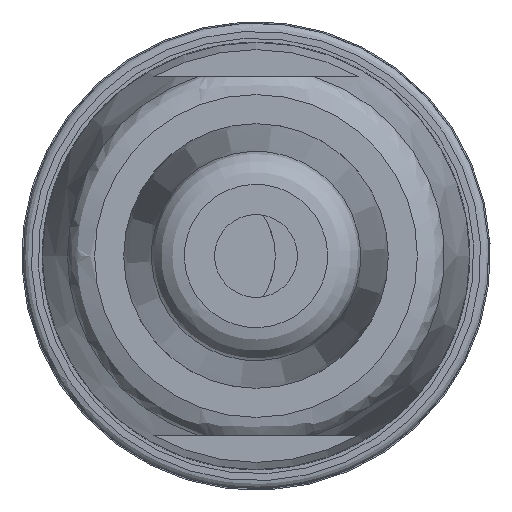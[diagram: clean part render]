
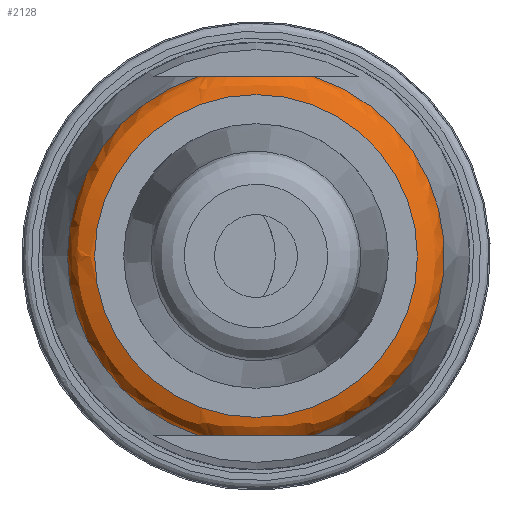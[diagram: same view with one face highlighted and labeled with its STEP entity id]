
A CAD part, front view. The second image highlights one B-rep face of the part: STEP entity #2128.
In plain terms, the highlighted free-form (B-spline) face has degree [2, 2] with [7, 3] control points.
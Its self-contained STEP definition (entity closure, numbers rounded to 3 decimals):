
#114=(
BOUNDED_SURFACE()
B_SPLINE_SURFACE(2,2,((#34616,#34617,#34618),(#34619,#34620,#34621),(#34622,
#34623,#34624),(#34625,#34626,#34627),(#34628,#34629,#34630),(#34631,#34632,
#34633),(#34634,#34635,#34636)),.UNSPECIFIED.,.T.,.F.,.F.)
B_SPLINE_SURFACE_WITH_KNOTS((1,2,2,2,2,1),(3,3),(-0.333,0.,
0.333,0.667,1.,1.333),(0.,1.),
 .UNSPECIFIED.)
GEOMETRIC_REPRESENTATION_ITEM()
RATIONAL_B_SPLINE_SURFACE(((1.,0.766,1.),(0.5,0.383,
0.5),(1.,0.766,1.),(0.5,0.383,0.5),(1.,0.766,
1.),(0.5,0.383,0.5),(1.,0.766,1.)))
REPRESENTATION_ITEM('')
SURFACE()
);
#188=FACE_BOUND('',#3919,.T.);
#189=FACE_BOUND('',#3920,.T.);
#883=B_SPLINE_CURVE_WITH_KNOTS('',3,(#34587,#34588,#34589,#34590,#34591,
#34592,#34593,#34594,#34595,#34596,#34597,#34598,#34599,#34600),
 .UNSPECIFIED.,.F.,.F.,(4,2,2,2,2,2,4),(0.,0.125,0.25,0.5,
0.75,0.875,1.),.UNSPECIFIED.);
#884=B_SPLINE_CURVE_WITH_KNOTS('',3,(#34602,#34603,#34604,#34605,#34606,
#34607,#34608,#34609,#34610,#34611,#34612,#34613,#34614,#34615),
 .UNSPECIFIED.,.F.,.F.,(4,2,2,2,2,2,4),(0.,0.125,0.25,
0.5,0.75,0.875,1.),.UNSPECIFIED.);
#2128=ADVANCED_FACE('',(#188,#189),#114,.T.);
#3919=EDGE_LOOP('',(#8606));
#3920=EDGE_LOOP('',(#8607,#8608,#8609,#8610,#8611));
#4359=CIRCLE('',#15912,5.853);
#4547=CIRCLE('',#16348,6.838);
#4548=CIRCLE('',#16349,6.838);
#4549=CIRCLE('',#16350,6.838);
#8606=ORIENTED_EDGE('',*,*,#12046,.T.);
#8607=ORIENTED_EDGE('',*,*,#12664,.T.);
#8608=ORIENTED_EDGE('',*,*,#12662,.F.);
#8609=ORIENTED_EDGE('',*,*,#12661,.F.);
#8610=ORIENTED_EDGE('',*,*,#12665,.T.);
#8611=ORIENTED_EDGE('',*,*,#12658,.F.);
#10085=VERTEX_POINT('',#33338);
#10455=VERTEX_POINT('',#34569);
#10456=VERTEX_POINT('',#34571);
#10457=VERTEX_POINT('',#34578);
#10458=VERTEX_POINT('',#34580);
#10459=VERTEX_POINT('',#34582);
#12046=EDGE_CURVE('',#10085,#10085,#4359,.T.);
#12658=EDGE_CURVE('',#10455,#10456,#4547,.T.);
#12661=EDGE_CURVE('',#10457,#10458,#4548,.T.);
#12662=EDGE_CURVE('',#10458,#10459,#4549,.T.);
#12664=EDGE_CURVE('',#10455,#10459,#883,.T.);
#12665=EDGE_CURVE('',#10457,#10456,#884,.T.);
#15912=AXIS2_PLACEMENT_3D('',#33337,#18559,#18560);
#16348=AXIS2_PLACEMENT_3D('',#34570,#19854,#19855);
#16349=AXIS2_PLACEMENT_3D('',#34579,#19856,#19857);
#16350=AXIS2_PLACEMENT_3D('',#34581,#19858,#19859);
#18559=DIRECTION('',(0.,1.,0.));
#18560=DIRECTION('',(-1.,0.,0.));
#19854=DIRECTION('',(0.,1.,0.));
#19855=DIRECTION('',(0.31,0.,0.951));
#19856=DIRECTION('',(0.,1.,0.));
#19857=DIRECTION('',(-0.31,0.,-0.951));
#19858=DIRECTION('',(0.,1.,0.));
#19859=DIRECTION('',(-1.,0.,0.));
#33337=CARTESIAN_POINT('',(21.985,-55.865,0.));
#33338=CARTESIAN_POINT('',(16.132,-55.865,0.));
#34569=CARTESIAN_POINT('',(24.107,-55.039,6.5));
#34570=CARTESIAN_POINT('',(21.985,-55.039,0.));
#34571=CARTESIAN_POINT('',(24.107,-55.039,-6.5));
#34578=CARTESIAN_POINT('',(19.862,-55.039,-6.5));
#34579=CARTESIAN_POINT('',(21.985,-55.039,0.));
#34580=CARTESIAN_POINT('',(15.147,-55.039,0.));
#34581=CARTESIAN_POINT('',(21.985,-55.039,0.));
#34582=CARTESIAN_POINT('',(19.862,-55.039,6.5));
#34587=CARTESIAN_POINT('',(24.107,-55.039,6.5));
#34588=CARTESIAN_POINT('',(24.026,-55.182,6.5));
#34589=CARTESIAN_POINT('',(23.818,-55.31,6.5));
#34590=CARTESIAN_POINT('',(23.51,-55.44,6.5));
#34591=CARTESIAN_POINT('',(23.307,-55.496,6.5));
#34592=CARTESIAN_POINT('',(22.742,-55.604,6.5));
#34593=CARTESIAN_POINT('',(22.327,-55.629,6.5));
#34594=CARTESIAN_POINT('',(21.604,-55.627,6.5));
#34595=CARTESIAN_POINT('',(21.256,-55.609,6.5));
#34596=CARTESIAN_POINT('',(20.655,-55.495,6.5));
#34597=CARTESIAN_POINT('',(20.527,-55.466,6.5));
#34598=CARTESIAN_POINT('',(20.124,-55.301,6.5));
#34599=CARTESIAN_POINT('',(19.945,-55.185,6.5));
#34600=CARTESIAN_POINT('',(19.862,-55.039,6.5));
#34602=CARTESIAN_POINT('',(19.862,-55.039,-6.5));
#34603=CARTESIAN_POINT('',(19.944,-55.183,-6.5));
#34604=CARTESIAN_POINT('',(20.15,-55.309,-6.5));
#34605=CARTESIAN_POINT('',(20.46,-55.44,-6.5));
#34606=CARTESIAN_POINT('',(20.661,-55.495,-6.5));
#34607=CARTESIAN_POINT('',(21.224,-55.604,-6.5));
#34608=CARTESIAN_POINT('',(21.635,-55.628,-6.5));
#34609=CARTESIAN_POINT('',(22.36,-55.627,-6.5));
#34610=CARTESIAN_POINT('',(22.705,-55.611,-6.5));
#34611=CARTESIAN_POINT('',(23.314,-55.495,-6.5));
#34612=CARTESIAN_POINT('',(23.439,-55.467,-6.5));
#34613=CARTESIAN_POINT('',(23.846,-55.3,-6.5));
#34614=CARTESIAN_POINT('',(24.024,-55.185,-6.5));
#34615=CARTESIAN_POINT('',(24.107,-55.039,-6.5));
#34616=CARTESIAN_POINT('',(16.132,-55.865,0.));
#34617=CARTESIAN_POINT('',(15.292,-55.865,0.));
#34618=CARTESIAN_POINT('',(15.147,-55.039,0.));
#34619=CARTESIAN_POINT('',(16.132,-55.865,10.138));
#34620=CARTESIAN_POINT('',(15.292,-55.865,11.591));
#34621=CARTESIAN_POINT('',(15.147,-55.039,11.843));
#34622=CARTESIAN_POINT('',(24.911,-55.865,5.069));
#34623=CARTESIAN_POINT('',(25.331,-55.865,5.795));
#34624=CARTESIAN_POINT('',(25.403,-55.039,5.922));
#34625=CARTESIAN_POINT('',(33.69,-55.865,0.));
#34626=CARTESIAN_POINT('',(35.369,-55.865,0.));
#34627=CARTESIAN_POINT('',(35.66,-55.039,0.));
#34628=CARTESIAN_POINT('',(24.911,-55.865,-5.069));
#34629=CARTESIAN_POINT('',(25.331,-55.865,-5.795));
#34630=CARTESIAN_POINT('',(25.403,-55.039,-5.922));
#34631=CARTESIAN_POINT('',(16.132,-55.865,-10.138));
#34632=CARTESIAN_POINT('',(15.292,-55.865,-11.591));
#34633=CARTESIAN_POINT('',(15.147,-55.039,-11.843));
#34634=CARTESIAN_POINT('',(16.132,-55.865,0.));
#34635=CARTESIAN_POINT('',(15.292,-55.865,0.));
#34636=CARTESIAN_POINT('',(15.147,-55.039,0.));
